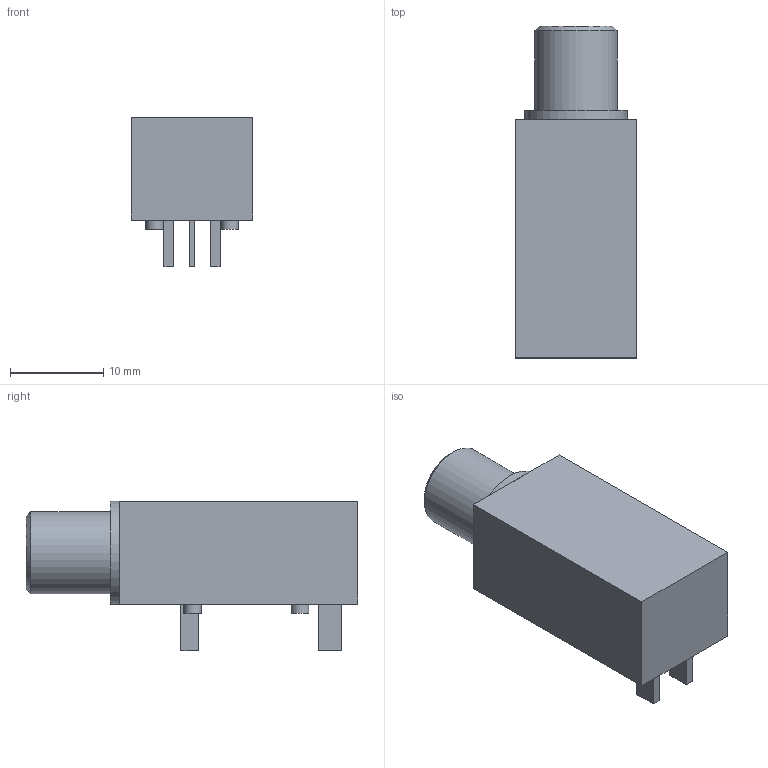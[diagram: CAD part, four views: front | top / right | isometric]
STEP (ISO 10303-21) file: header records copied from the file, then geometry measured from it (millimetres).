
FILE_DESCRIPTION(/* description */ (''),/* implementation_level */ '2;1');
FILE_NAME(/* name */ 'Jack TRS v4.step',/* time_stamp */ '2024-03-16T17:26:59+01:00',/* author */ (''),/* organization */ (''),/* preprocessor_version */ 'ST-DEVELOPER v20',/* originating_system */ 'Autodesk Translation Framework v12.20.1.177',/* authorisation */ '');
FILE_SCHEMA (('AUTOMOTIVE_DESIGN { 1 0 10303 214 3 1 1 }'));
Length unit declared in the file: millimetre
Products named in the file (1): Jack TRS
Bounding box: 13 x 35.5 x 16 mm (x, y, z)
Volume: 4025.7 mm3; surface area: 2295.9 mm2
Topology: 6 solids, 6 shells, 41 faces, 74 edges, 49 vertices
Faces by surface type: plane 32, cylinder 8, cone 1
Full cylindrical faces by diameter (mm): 1.9 x4, 6.2 x1, 8.8 x2, 11 x1
Entity records: 1047 total; most frequent: DIRECTION 175, CARTESIAN_POINT 165, ORIENTED_EDGE 148, EDGE_CURVE 74, AXIS2_PLACEMENT_3D 59, LINE 57, VECTOR 57, EDGE_LOOP 49
